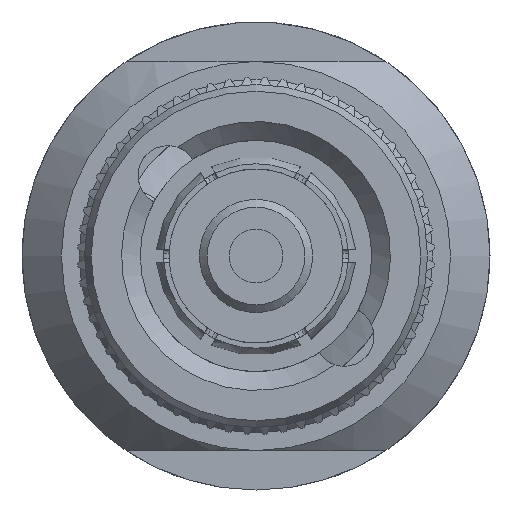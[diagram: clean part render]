
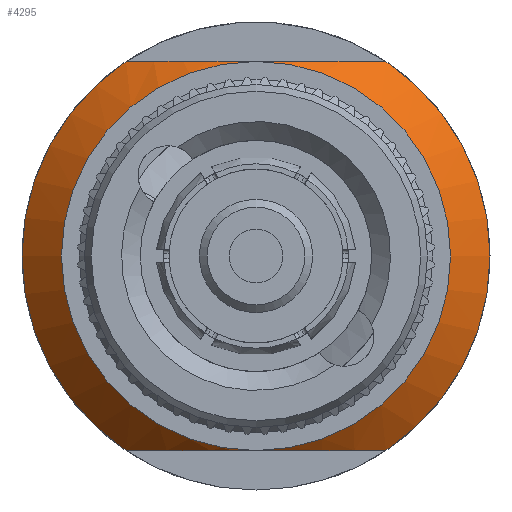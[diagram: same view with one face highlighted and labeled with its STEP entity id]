
A CAD part, left-side view. The second image highlights one B-rep face of the part: STEP entity #4295.
In plain terms, the highlighted conical face has half-angle 44.112 degrees and reference radius 9.5 mm.
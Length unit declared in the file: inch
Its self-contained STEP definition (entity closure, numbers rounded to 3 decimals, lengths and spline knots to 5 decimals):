
#177 = CARTESIAN_POINT ( 'NONE',  ( 1.23434, -0.17591, 0.31102 ) ) ;
#204 = ORIENTED_EDGE ( 'NONE', *, *, #5858, .T. ) ;
#985 = CARTESIAN_POINT ( 'NONE',  ( 1.25257, 0.20773, 0.31102 ) ) ;
#1051 = AXIS2_PLACEMENT_3D ( 'NONE', #3775, #2876, #9333 ) ;
#1076 = DIRECTION ( 'NONE',  ( 0., 0., -1. ) ) ;
#1513 = CARTESIAN_POINT ( 'NONE',  ( 1.18802, 0.01852, -0.31102 ) ) ;
#1629 = CARTESIAN_POINT ( 'NONE',  ( 1.19574, -0.07272, -0.31102 ) ) ;
#2011 = CARTESIAN_POINT ( 'NONE',  ( 1.18802, 0.01852, 0.31102 ) ) ;
#2051 = CARTESIAN_POINT ( 'NONE',  ( 1.21825, -0.14304, 0.31102 ) ) ;
#2098 = CARTESIAN_POINT ( 'NONE',  ( 1.18758, 0., 0. ) ) ;
#2130 = CARTESIAN_POINT ( 'NONE',  ( 1.235, 0.17585, 0.31102 ) ) ;
#2370 = CARTESIAN_POINT ( 'NONE',  ( 1.24352, 0.19194, -0.31102 ) ) ;
#2442 = CARTESIAN_POINT ( 'NONE',  ( 1.18759, 0.00921, -0.31102 ) ) ;
#2543 = VERTEX_POINT ( 'NONE', #3248 ) ;
#2659 = EDGE_CURVE ( 'NONE', #8119, #9230, #7493, .T. ) ;
#2876 = DIRECTION ( 'NONE',  ( 1., 0., 0. ) ) ;
#3007 = EDGE_LOOP ( 'NONE', ( #8242, #9967, #10902, #9827 ) ) ;
#3067 = AXIS2_PLACEMENT_3D ( 'NONE', #8123, #6332, #7211 ) ;
#3115 = VERTEX_POINT ( 'NONE', #10899 ) ;
#3188 = B_SPLINE_CURVE_WITH_KNOTS ( 'NONE', 3,
 ( #6602, #177, #2051, #9356, #3918, #7573, #8504, #4751, #2011, #7646, #10334, #4793, #7610, #11249, #9442, #2130, #8468, #8544 ),
 .UNSPECIFIED., .F., .F.,
 ( 4, 2, 2, 2, 2, 2, 2, 2, 4 ),
 ( 0.01296, 0.01574, 0.01714, 0.01853, 0.01923, 0.01992, 0.02132, 0.02271, 0.0241 ),
 .UNSPECIFIED. ) ;
#3248 = CARTESIAN_POINT ( 'NONE',  ( 1.25257, 0.20773, -0.31102 ) ) ;
#3343 = CARTESIAN_POINT ( 'NONE',  ( 1.25257, 0.20773, -0.31102 ) ) ;
#3775 = CARTESIAN_POINT ( 'NONE',  ( 1.25257, 0., 0. ) ) ;
#3918 = CARTESIAN_POINT ( 'NONE',  ( 1.19574, -0.07272, 0.31102 ) ) ;
#4087 = CIRCLE ( 'NONE', #5991, 0.37402 ) ;
#4245 = CARTESIAN_POINT ( 'NONE',  ( 1.20053, 0.09074, -0.31102 ) ) ;
#4295 = ADVANCED_FACE ( 'NONE', ( #10448, #9445 ), #11018, .T. ) ;
#4316 = CARTESIAN_POINT ( 'NONE',  ( 1.21945, 0.14276, -0.31102 ) ) ;
#4683 = VERTEX_POINT ( 'NONE', #985 ) ;
#4751 = CARTESIAN_POINT ( 'NONE',  ( 1.18759, 0.00921, 0.31102 ) ) ;
#4793 = CARTESIAN_POINT ( 'NONE',  ( 1.1958, 0.07302, 0.31102 ) ) ;
#5073 = CARTESIAN_POINT ( 'NONE',  ( 1.21237, 0.12567, -0.31102 ) ) ;
#5090 = DIRECTION ( 'NONE',  ( 0., 0., -1. ) ) ;
#5174 = CARTESIAN_POINT ( 'NONE',  ( 1.1958, 0.07302, -0.31102 ) ) ;
#5295 = CARTESIAN_POINT ( 'NONE',  ( 1.23434, -0.17591, -0.31102 ) ) ;
#5587 = EDGE_CURVE ( 'NONE', #2543, #9230, #6213, .T. ) ;
#5858 = EDGE_CURVE ( 'NONE', #3115, #3115, #8521, .T. ) ;
#5859 = CARTESIAN_POINT ( 'NONE',  ( 1.25257, -0.20773, -0.31102 ) ) ;
#5991 = AXIS2_PLACEMENT_3D ( 'NONE', #8734, #8695, #5090 ) ;
#6213 = B_SPLINE_CURVE_WITH_KNOTS ( 'NONE', 3,
 ( #3343, #2370, #9678, #4316, #5073, #4245, #5174, #8752, #7031, #1513, #2442, #8908, #8053, #1629, #6358, #8188, #5295, #6271 ),
 .UNSPECIFIED., .F., .F.,
 ( 4, 2, 2, 2, 2, 2, 2, 2, 4 ),
 ( 0.0041, 0.00548, 0.00687, 0.00826, 0.00895, 0.00964, 0.01103, 0.01241, 0.01519 ),
 .UNSPECIFIED. ) ;
#6271 = CARTESIAN_POINT ( 'NONE',  ( 1.25257, -0.20773, -0.31102 ) ) ;
#6332 = DIRECTION ( 'NONE',  ( 1., 0., 0. ) ) ;
#6358 = CARTESIAN_POINT ( 'NONE',  ( 1.20051, -0.09065, -0.31102 ) ) ;
#6602 = CARTESIAN_POINT ( 'NONE',  ( 1.25257, -0.20773, 0.31102 ) ) ;
#7031 = CARTESIAN_POINT ( 'NONE',  ( 1.1897, 0.03688, -0.31102 ) ) ;
#7211 = DIRECTION ( 'NONE',  ( 0., 0., -1. ) ) ;
#7435 = EDGE_CURVE ( 'NONE', #8119, #4683, #3188, .T. ) ;
#7493 = CIRCLE ( 'NONE', #3067, 0.37402 ) ;
#7573 = CARTESIAN_POINT ( 'NONE',  ( 1.1893, -0.03669, 0.31102 ) ) ;
#7610 = CARTESIAN_POINT ( 'NONE',  ( 1.20053, 0.09074, 0.31102 ) ) ;
#7646 = CARTESIAN_POINT ( 'NONE',  ( 1.1897, 0.03688, 0.31102 ) ) ;
#7904 = AXIS2_PLACEMENT_3D ( 'NONE', #2098, #9446, #1076 ) ;
#8053 = CARTESIAN_POINT ( 'NONE',  ( 1.1893, -0.03669, -0.31102 ) ) ;
#8062 = CARTESIAN_POINT ( 'NONE',  ( 1.25257, -0.20773, 0.31102 ) ) ;
#8119 = VERTEX_POINT ( 'NONE', #8062 ) ;
#8123 = CARTESIAN_POINT ( 'NONE',  ( 1.25257, 0., 0. ) ) ;
#8188 = CARTESIAN_POINT ( 'NONE',  ( 1.21825, -0.14304, -0.31102 ) ) ;
#8242 = ORIENTED_EDGE ( 'NONE', *, *, #2659, .F. ) ;
#8468 = CARTESIAN_POINT ( 'NONE',  ( 1.24352, 0.19194, 0.31102 ) ) ;
#8504 = CARTESIAN_POINT ( 'NONE',  ( 1.18759, -0.01847, 0.31102 ) ) ;
#8521 = CIRCLE ( 'NONE', #7904, 0.31101 ) ;
#8544 = CARTESIAN_POINT ( 'NONE',  ( 1.25257, 0.20773, 0.31102 ) ) ;
#8695 = DIRECTION ( 'NONE',  ( 1., 0., 0. ) ) ;
#8734 = CARTESIAN_POINT ( 'NONE',  ( 1.25257, 0., 0. ) ) ;
#8752 = CARTESIAN_POINT ( 'NONE',  ( 1.19095, 0.04597, -0.31102 ) ) ;
#8803 = EDGE_CURVE ( 'NONE', #2543, #4683, #4087, .T. ) ;
#8908 = CARTESIAN_POINT ( 'NONE',  ( 1.18759, -0.01847, -0.31102 ) ) ;
#9230 = VERTEX_POINT ( 'NONE', #5859 ) ;
#9333 = DIRECTION ( 'NONE',  ( 0., 0., -1. ) ) ;
#9356 = CARTESIAN_POINT ( 'NONE',  ( 1.20051, -0.09065, 0.31102 ) ) ;
#9442 = CARTESIAN_POINT ( 'NONE',  ( 1.21945, 0.14276, 0.31102 ) ) ;
#9445 = FACE_OUTER_BOUND ( 'NONE', #3007, .T. ) ;
#9446 = DIRECTION ( 'NONE',  ( 1., 0., 0. ) ) ;
#9678 = CARTESIAN_POINT ( 'NONE',  ( 1.235, 0.17585, -0.31102 ) ) ;
#9827 = ORIENTED_EDGE ( 'NONE', *, *, #5587, .T. ) ;
#9967 = ORIENTED_EDGE ( 'NONE', *, *, #7435, .T. ) ;
#10137 = EDGE_LOOP ( 'NONE', ( #204 ) ) ;
#10334 = CARTESIAN_POINT ( 'NONE',  ( 1.19095, 0.04597, 0.31102 ) ) ;
#10448 = FACE_BOUND ( 'NONE', #10137, .T. ) ;
#10899 = CARTESIAN_POINT ( 'NONE',  ( 1.18758, 0., -0.31101 ) ) ;
#10902 = ORIENTED_EDGE ( 'NONE', *, *, #8803, .F. ) ;
#11018 = CONICAL_SURFACE ( 'NONE', #1051, 0.37402, 0.77 ) ;
#11249 = CARTESIAN_POINT ( 'NONE',  ( 1.21237, 0.12567, 0.31102 ) ) ;
